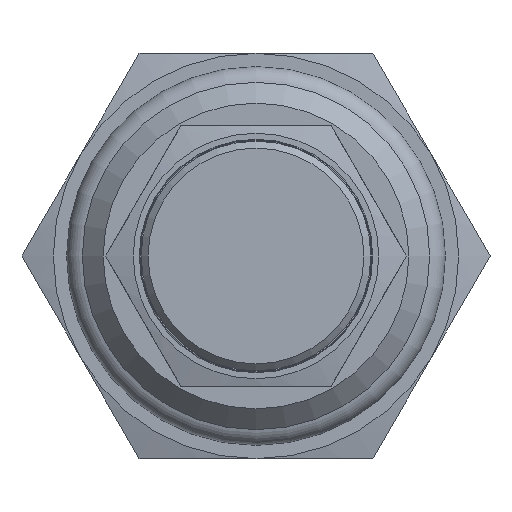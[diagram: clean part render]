
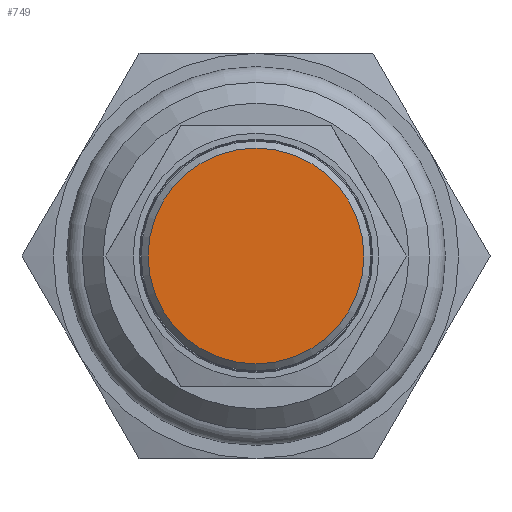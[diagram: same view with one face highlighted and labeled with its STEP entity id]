
A CAD part, front view. The second image highlights one B-rep face of the part: STEP entity #749.
In plain terms, the highlighted planar face has unit normal (0, -1, 0).
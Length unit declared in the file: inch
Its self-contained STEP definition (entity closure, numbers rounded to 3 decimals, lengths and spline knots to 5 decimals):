
#729=CARTESIAN_POINT('',(-0.233,-1.24738,0.));
#730=VERTEX_POINT('',#729);
#731=CARTESIAN_POINT('',(0.0,-1.24738,0.0));
#732=DIRECTION('',(0.0,1.0,0.0));
#733=DIRECTION('',(1.0,0.0,0.0));
#734=AXIS2_PLACEMENT_3D('',#731,#732,#733);
#735=CIRCLE('',#734,0.233);
#736=EDGE_CURVE('',#730,#730,#735,.T.);
#741=CARTESIAN_POINT('',(0.,-1.24738,0.));
#742=DIRECTION('',(0.0,1.0,0.0));
#743=DIRECTION('',(0.0,0.0,-1.0));
#744=AXIS2_PLACEMENT_3D('',#741,#742,#743);
#745=PLANE('',#744);
#746=ORIENTED_EDGE('',*,*,#736,.F.);
#747=EDGE_LOOP('',(#746));
#748=FACE_OUTER_BOUND('',#747,.T.);
#749=ADVANCED_FACE('',(#748),#745,.F.);
